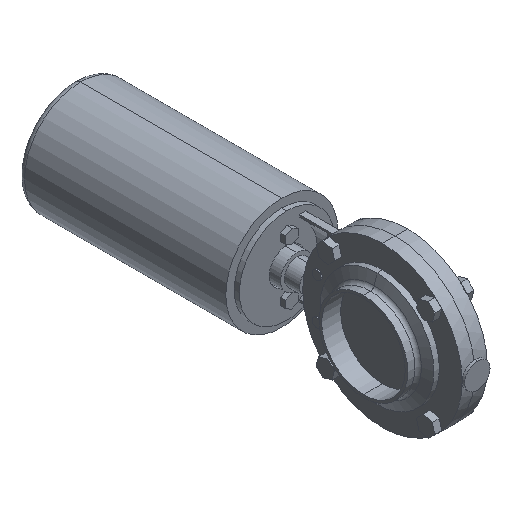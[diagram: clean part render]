
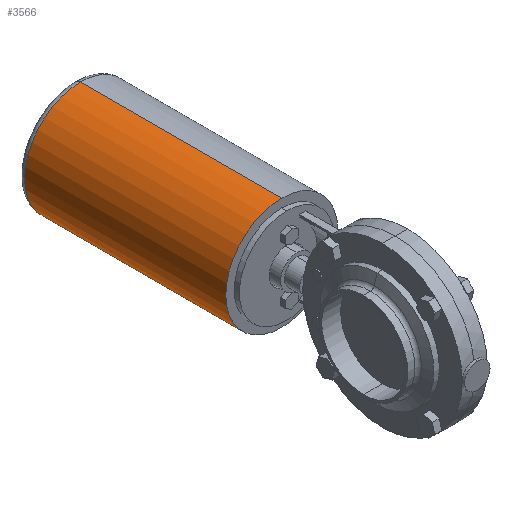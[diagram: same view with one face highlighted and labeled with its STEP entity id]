
A CAD part, isometric view. The second image highlights one B-rep face of the part: STEP entity #3566.
In plain terms, the highlighted cylindrical face has radius 44.25 mm (diameter 88.5 mm), a partial arc.
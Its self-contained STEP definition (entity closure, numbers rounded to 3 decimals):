
#483 = VERTEX_POINT ( 'NONE', #3440 ) ;
#1167 = VERTEX_POINT ( 'NONE', #4751 ) ;
#1174 = ORIENTED_EDGE ( 'NONE', *, *, #1681, .F. ) ;
#1293 = ORIENTED_EDGE ( 'NONE', *, *, #3341, .T. ) ;
#1400 = DIRECTION ( 'NONE',  ( 0., -1., 0. ) ) ;
#1613 = DIRECTION ( 'NONE',  ( 0., 1., 0. ) ) ;
#1681 = EDGE_CURVE ( 'NONE', #483, #1167, #3120, .T. ) ;
#1798 = CARTESIAN_POINT ( 'NONE',  ( 0., 159., 0. ) ) ;
#1808 = EDGE_CURVE ( 'NONE', #483, #3679, #2797, .T. ) ;
#1870 = CARTESIAN_POINT ( 'NONE',  ( 0., 164., 44.25 ) ) ;
#2148 = DIRECTION ( 'NONE',  ( 0., -1., 0. ) ) ;
#2159 = DIRECTION ( 'NONE',  ( 0., -1., 0. ) ) ;
#2490 = CARTESIAN_POINT ( 'NONE',  ( 0., 0., -44.25 ) ) ;
#2639 = VECTOR ( 'NONE', #2159, 1000. ) ;
#2714 = CARTESIAN_POINT ( 'NONE',  ( 0., 164., -44.25 ) ) ;
#2797 = CIRCLE ( 'NONE', #5109, 44.25 ) ;
#3028 = CYLINDRICAL_SURFACE ( 'NONE', #4947, 44.25 ) ;
#3120 = LINE ( 'NONE', #1870, #4065 ) ;
#3162 = EDGE_LOOP ( 'NONE', ( #1174, #3656, #1293, #4215 ) ) ;
#3282 = DIRECTION ( 'NONE',  ( 0., 0., 1. ) ) ;
#3341 = EDGE_CURVE ( 'NONE', #3679, #4543, #4662, .T. ) ;
#3440 = CARTESIAN_POINT ( 'NONE',  ( 0., 159., 44.25 ) ) ;
#3566 = ADVANCED_FACE ( 'NONE', ( #3846 ), #3028, .T. ) ;
#3656 = ORIENTED_EDGE ( 'NONE', *, *, #1808, .T. ) ;
#3679 = VERTEX_POINT ( 'NONE', #4309 ) ;
#3813 = CARTESIAN_POINT ( 'NONE',  ( 0., 164., 0. ) ) ;
#3846 = FACE_OUTER_BOUND ( 'NONE', #3162, .T. ) ;
#3907 = CIRCLE ( 'NONE', #4148, 44.25 ) ;
#3951 = EDGE_CURVE ( 'NONE', #4543, #1167, #3907, .T. ) ;
#4033 = CARTESIAN_POINT ( 'NONE',  ( 0., 0., 0. ) ) ;
#4065 = VECTOR ( 'NONE', #4659, 1000. ) ;
#4148 = AXIS2_PLACEMENT_3D ( 'NONE', #4033, #1613, #3282 ) ;
#4215 = ORIENTED_EDGE ( 'NONE', *, *, #3951, .T. ) ;
#4224 = DIRECTION ( 'NONE',  ( 0., 0., 1. ) ) ;
#4309 = CARTESIAN_POINT ( 'NONE',  ( 0., 159., -44.25 ) ) ;
#4543 = VERTEX_POINT ( 'NONE', #2490 ) ;
#4659 = DIRECTION ( 'NONE',  ( 0., -1., 0. ) ) ;
#4662 = LINE ( 'NONE', #2714, #2639 ) ;
#4751 = CARTESIAN_POINT ( 'NONE',  ( 0., 0., 44.25 ) ) ;
#4947 = AXIS2_PLACEMENT_3D ( 'NONE', #3813, #2148, #5022 ) ;
#5022 = DIRECTION ( 'NONE',  ( 0., 0., -1. ) ) ;
#5109 = AXIS2_PLACEMENT_3D ( 'NONE', #1798, #1400, #4224 ) ;
